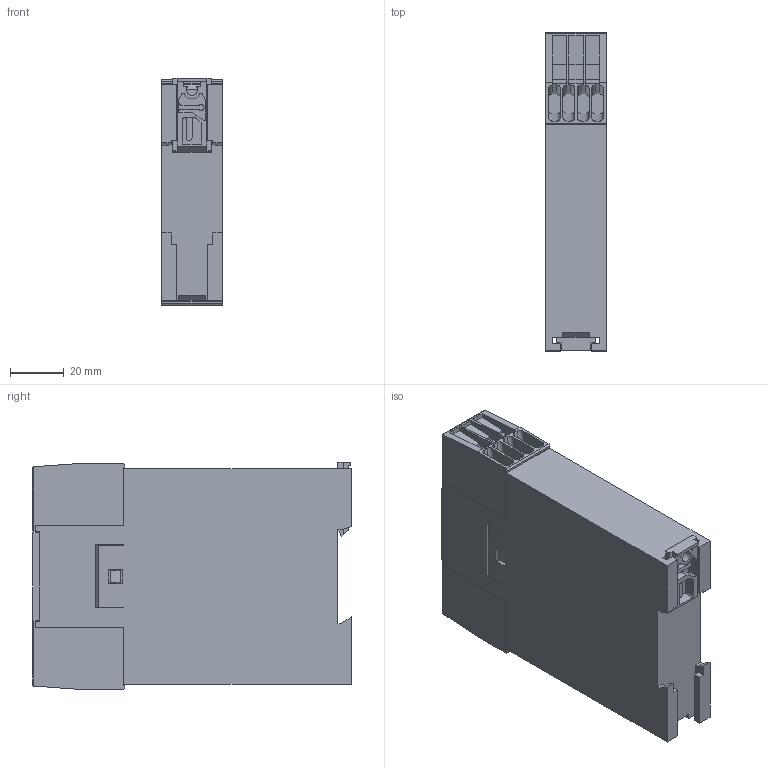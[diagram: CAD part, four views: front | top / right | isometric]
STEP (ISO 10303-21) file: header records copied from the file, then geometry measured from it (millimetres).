
FILE_DESCRIPTION((''),'2;1');
FILE_NAME('158545_SM01_ASM','2022-04-20T12:25:12',('PDMAdmin'),('BANNER ENGINEERING'),'CREO PARAMETRIC BY PTC INC, 2019292','CREO PARAMETRIC BY PTC INC, 2019292','');
FILE_SCHEMA(('CONFIG_CONTROL_DESIGN'));
Length unit declared in the file: inch
Products named in the file (2): 158545_EP01; 158545_SM01_ASM
Assembly tree (1 placements, depth 2):
  158545_SM01_ASM
    158545_EP01
Bounding box: 22.61 x 118.04 x 84.21 mm (x, y, z)
Volume: 180815.8 mm3; surface area: 40685.3 mm2
Topology: 1 solids, 1 shells, 626 faces, 1772 edges, 1176 vertices
Faces by surface type: plane 453, cylinder 145, torus 28
Entity records: 20779 total; most frequent: CARTESIAN_POINT 4255, ORIENTED_EDGE 3544, DIRECTION 3316, EDGE_CURVE 1772, VECTOR 1306, LINE 1306, VERTEX_POINT 1176, AXIS2_PLACEMENT_3D 1005
